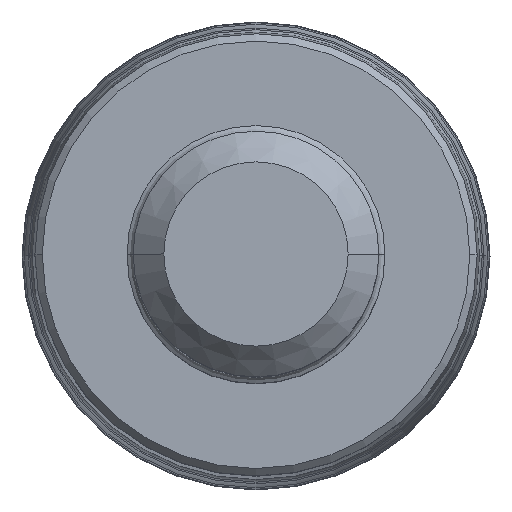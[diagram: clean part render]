
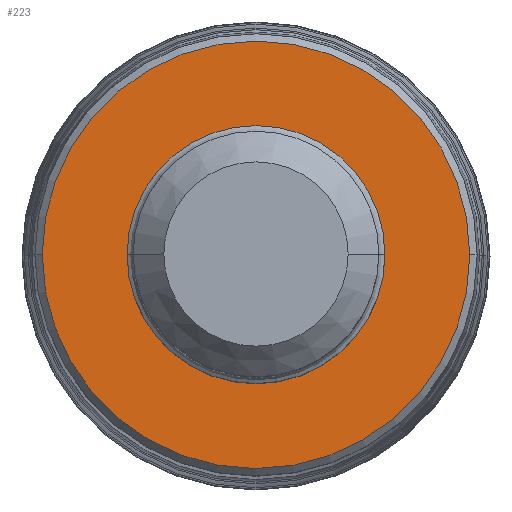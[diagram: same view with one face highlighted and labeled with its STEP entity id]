
A CAD part, top view. The second image highlights one B-rep face of the part: STEP entity #223.
In plain terms, the highlighted planar face has unit normal (0, 0, 1).
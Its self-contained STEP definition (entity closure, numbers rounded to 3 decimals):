
#56=PLANE('',#1976);
#63=FACE_BOUND('',#460,.T.);
#64=FACE_BOUND('',#461,.T.);
#223=ADVANCED_FACE('',(#63,#64),#56,.T.);
#460=EDGE_LOOP('',(#845,#846,#847,#848));
#461=EDGE_LOOP('',(#849,#850));
#845=ORIENTED_EDGE('',*,*,#1248,.T.);
#846=ORIENTED_EDGE('',*,*,#1249,.F.);
#847=ORIENTED_EDGE('',*,*,#1247,.T.);
#848=ORIENTED_EDGE('',*,*,#1246,.F.);
#849=ORIENTED_EDGE('',*,*,#1250,.F.);
#850=ORIENTED_EDGE('',*,*,#1251,.F.);
#1037=VERTEX_POINT('',#3856);
#1038=VERTEX_POINT('',#3858);
#1039=VERTEX_POINT('',#3860);
#1040=VERTEX_POINT('',#3864);
#1041=VERTEX_POINT('',#3867);
#1042=VERTEX_POINT('',#3868);
#1246=EDGE_CURVE('',#1038,#1039,#1498,.T.);
#1247=EDGE_CURVE('',#1037,#1039,#1499,.T.);
#1248=EDGE_CURVE('',#1038,#1040,#1500,.T.);
#1249=EDGE_CURVE('',#1037,#1040,#1501,.T.);
#1250=EDGE_CURVE('',#1041,#1042,#1502,.T.);
#1251=EDGE_CURVE('',#1042,#1041,#1503,.T.);
#1498=CIRCLE('',#1969,8.7);
#1499=CIRCLE('',#1970,8.7);
#1500=CIRCLE('',#1972,8.7);
#1501=CIRCLE('',#1973,8.7);
#1502=CIRCLE('',#1974,5.25);
#1503=CIRCLE('',#1975,5.25);
#1969=AXIS2_PLACEMENT_3D('',#3859,#2455,#2456);
#1970=AXIS2_PLACEMENT_3D('',#3861,#2457,#2458);
#1972=AXIS2_PLACEMENT_3D('',#3863,#2461,#2462);
#1973=AXIS2_PLACEMENT_3D('',#3865,#2463,#2464);
#1974=AXIS2_PLACEMENT_3D('',#3866,#2465,#2466);
#1975=AXIS2_PLACEMENT_3D('',#3869,#2467,#2468);
#1976=AXIS2_PLACEMENT_3D('',#3870,#2469,#2470);
#2455=DIRECTION('',(0.,0.,-1.));
#2456=DIRECTION('',(-1.,0.001,0.));
#2457=DIRECTION('',(0.,0.,1.));
#2458=DIRECTION('',(-1.,0.001,0.));
#2461=DIRECTION('',(0.,0.,1.));
#2462=DIRECTION('',(1.,-0.001,0.));
#2463=DIRECTION('',(0.,0.,-1.));
#2464=DIRECTION('',(1.,-0.001,0.));
#2465=DIRECTION('',(0.,0.,1.));
#2466=DIRECTION('',(-1.,0.,0.));
#2467=DIRECTION('',(0.,0.,1.));
#2468=DIRECTION('',(1.,0.,0.));
#2469=DIRECTION('',(0.,0.,1.));
#2470=DIRECTION('',(-1.,0.,0.));
#3856=CARTESIAN_POINT('',(8.7,0.,0.));
#3858=CARTESIAN_POINT('',(-8.7,0.,0.));
#3859=CARTESIAN_POINT('',(0.,0.,0.));
#3860=CARTESIAN_POINT('',(-8.7,0.011,0.));
#3861=CARTESIAN_POINT('',(0.,0.,0.));
#3863=CARTESIAN_POINT('',(0.,0.,0.));
#3864=CARTESIAN_POINT('',(8.7,-0.011,0.));
#3865=CARTESIAN_POINT('',(0.,0.,0.));
#3866=CARTESIAN_POINT('',(0.,0.,0.));
#3867=CARTESIAN_POINT('',(-5.25,0.,0.));
#3868=CARTESIAN_POINT('',(5.25,0.,0.));
#3869=CARTESIAN_POINT('',(0.,0.,0.));
#3870=CARTESIAN_POINT('',(0.,0.,0.));
